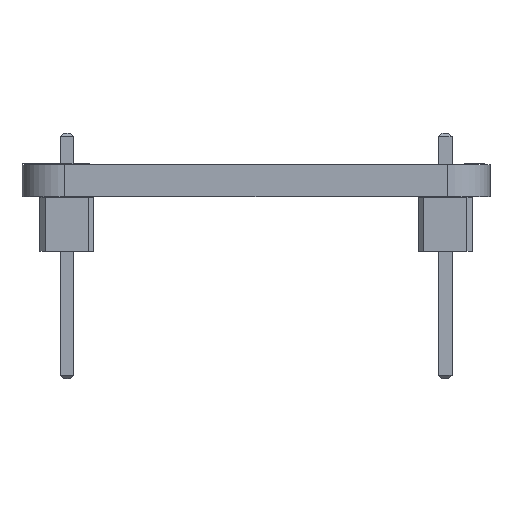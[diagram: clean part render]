
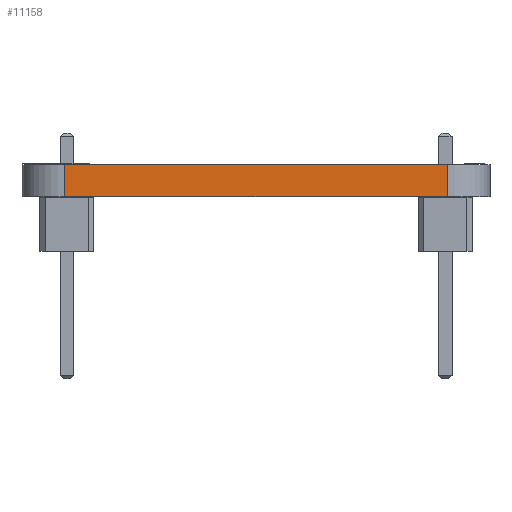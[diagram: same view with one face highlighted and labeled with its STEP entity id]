
A CAD part, left-side view. The second image highlights one B-rep face of the part: STEP entity #11158.
In plain terms, the highlighted planar face has unit normal (-1, 0, 0).
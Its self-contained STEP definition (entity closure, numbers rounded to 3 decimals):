
#9531 = VERTEX_POINT('',#9532);
#9532 = CARTESIAN_POINT('',(-11.002,9.,0.));
#9539 = EDGE_CURVE('',#9540,#9531,#9542,.T.);
#9540 = VERTEX_POINT('',#9541);
#9541 = CARTESIAN_POINT('',(-11.002,-9.,0.));
#9542 = LINE('',#9543,#9544);
#9543 = CARTESIAN_POINT('',(-11.002,-9.,0.));
#9544 = VECTOR('',#9545,1.);
#9545 = DIRECTION('',(0.,1.,0.));
#10331 = VERTEX_POINT('',#10332);
#10332 = CARTESIAN_POINT('',(-11.002,9.,1.51));
#10339 = EDGE_CURVE('',#10340,#10331,#10342,.T.);
#10340 = VERTEX_POINT('',#10341);
#10341 = CARTESIAN_POINT('',(-11.002,-9.,1.51));
#10342 = LINE('',#10343,#10344);
#10343 = CARTESIAN_POINT('',(-11.002,-9.,1.51));
#10344 = VECTOR('',#10345,1.);
#10345 = DIRECTION('',(0.,1.,0.));
#11128 = EDGE_CURVE('',#9531,#10331,#11129,.T.);
#11129 = LINE('',#11130,#11131);
#11130 = CARTESIAN_POINT('',(-11.002,9.,0.));
#11131 = VECTOR('',#11132,1.);
#11132 = DIRECTION('',(0.,0.,1.));
#11158 = ADVANCED_FACE('',(#11159),#11170,.T.);
#11159 = FACE_BOUND('',#11160,.T.);
#11160 = EDGE_LOOP('',(#11161,#11167,#11168,#11169));
#11161 = ORIENTED_EDGE('',*,*,#11162,.T.);
#11162 = EDGE_CURVE('',#9540,#10340,#11163,.T.);
#11163 = LINE('',#11164,#11165);
#11164 = CARTESIAN_POINT('',(-11.002,-9.,0.));
#11165 = VECTOR('',#11166,1.);
#11166 = DIRECTION('',(0.,0.,1.));
#11167 = ORIENTED_EDGE('',*,*,#10339,.T.);
#11168 = ORIENTED_EDGE('',*,*,#11128,.F.);
#11169 = ORIENTED_EDGE('',*,*,#9539,.F.);
#11170 = PLANE('',#11171);
#11171 = AXIS2_PLACEMENT_3D('',#11172,#11173,#11174);
#11172 = CARTESIAN_POINT('',(-11.002,-9.,0.));
#11173 = DIRECTION('',(-1.,0.,0.));
#11174 = DIRECTION('',(0.,1.,0.));
